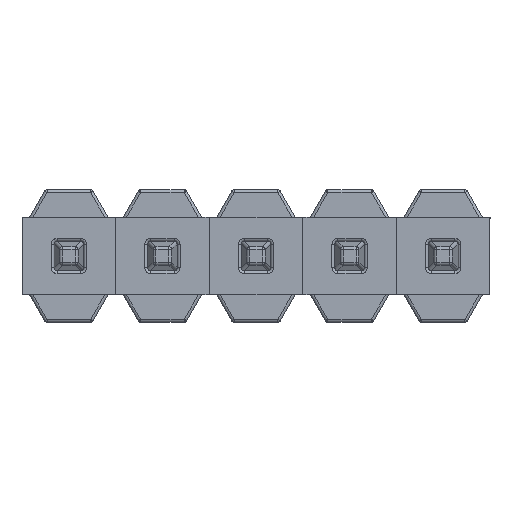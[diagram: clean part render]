
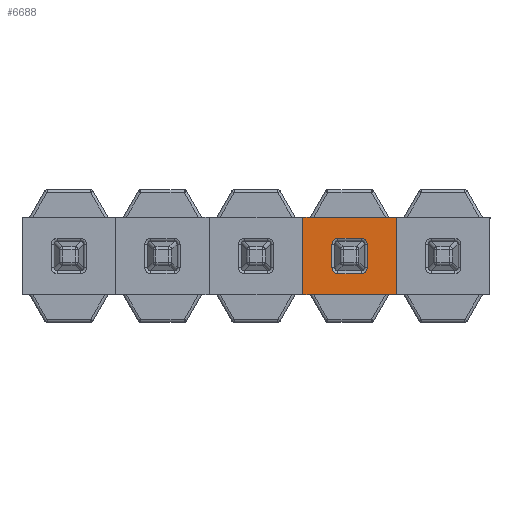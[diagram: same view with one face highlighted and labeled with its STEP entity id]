
A CAD part, front view. The second image highlights one B-rep face of the part: STEP entity #6688.
In plain terms, the highlighted planar face has unit normal (0, -1, 0).
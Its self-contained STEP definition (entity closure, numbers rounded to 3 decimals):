
#38 = VERTEX_POINT ( 'NONE', #3842 ) ;
#336 = CARTESIAN_POINT ( 'NONE',  ( -1.11, -0.3, 0.24 ) ) ;
#575 = VECTOR ( 'NONE', #12132, 1000. ) ;
#804 = CARTESIAN_POINT ( 'NONE',  ( -1.43, -0.3, -0.24 ) ) ;
#870 = DIRECTION ( 'NONE',  ( -1., 0., 0. ) ) ;
#950 = DIRECTION ( 'NONE',  ( 0., 0., 1. ) ) ;
#1052 = EDGE_CURVE ( 'NONE', #10408, #11733, #8661, .T. ) ;
#1058 = ORIENTED_EDGE ( 'NONE', *, *, #8679, .T. ) ;
#1238 = CIRCLE ( 'NONE', #10760, 0.08 ) ;
#1454 = EDGE_CURVE ( 'NONE', #38, #12896, #1238, .T. ) ;
#1507 = ORIENTED_EDGE ( 'NONE', *, *, #11699, .T. ) ;
#1552 = DIRECTION ( 'NONE',  ( 0., 0., 1. ) ) ;
#1827 = FACE_OUTER_BOUND ( 'NONE', #8061, .T. ) ;
#2206 = EDGE_CURVE ( 'NONE', #14540, #15341, #15568, .T. ) ;
#2596 = VERTEX_POINT ( 'NONE', #13073 ) ;
#2717 = CIRCLE ( 'NONE', #6073, 0.08 ) ;
#2934 = DIRECTION ( 'NONE',  ( 0., 1., 0. ) ) ;
#3050 = AXIS2_PLACEMENT_3D ( 'NONE', #12017, #2934, #12069 ) ;
#3308 = CARTESIAN_POINT ( 'NONE',  ( -1.11, -0.3, 0.24 ) ) ;
#3367 = CARTESIAN_POINT ( 'NONE',  ( -1.43, -0.3, 0.24 ) ) ;
#3531 = ORIENTED_EDGE ( 'NONE', *, *, #10499, .T. ) ;
#3584 = DIRECTION ( 'NONE',  ( 0., 0., -1. ) ) ;
#3756 = ORIENTED_EDGE ( 'NONE', *, *, #4762, .T. ) ;
#3764 = CARTESIAN_POINT ( 'NONE',  ( -1.43, -0.3, 0.16 ) ) ;
#3842 = CARTESIAN_POINT ( 'NONE',  ( -1.03, -0.3, -0.16 ) ) ;
#3868 = DIRECTION ( 'NONE',  ( 1., 0., 0. ) ) ;
#4078 = LINE ( 'NONE', #336, #575 ) ;
#4147 = VERTEX_POINT ( 'NONE', #5020 ) ;
#4203 = VECTOR ( 'NONE', #7913, 1000. ) ;
#4395 = AXIS2_PLACEMENT_3D ( 'NONE', #16686, #8831, #950 ) ;
#4453 = ORIENTED_EDGE ( 'NONE', *, *, #5775, .T. ) ;
#4546 = CARTESIAN_POINT ( 'NONE',  ( -1.805, -0.3, -0.525 ) ) ;
#4738 = VECTOR ( 'NONE', #3584, 1000. ) ;
#4762 = EDGE_CURVE ( 'NONE', #5887, #11750, #13618, .T. ) ;
#5020 = CARTESIAN_POINT ( 'NONE',  ( -0.635, -0.3, 0.525 ) ) ;
#5043 = ORIENTED_EDGE ( 'NONE', *, *, #11348, .T. ) ;
#5096 = DIRECTION ( 'NONE',  ( 0., 0., 1. ) ) ;
#5594 = VERTEX_POINT ( 'NONE', #8816 ) ;
#5659 = ORIENTED_EDGE ( 'NONE', *, *, #8813, .T. ) ;
#5775 = EDGE_CURVE ( 'NONE', #12896, #9516, #6975, .T. ) ;
#5788 = DIRECTION ( 'NONE',  ( 0., 1., 0. ) ) ;
#5838 = CARTESIAN_POINT ( 'NONE',  ( -1.51, -0.3, 0.16 ) ) ;
#5887 = VERTEX_POINT ( 'NONE', #9708 ) ;
#6051 = EDGE_LOOP ( 'NONE', ( #4453, #14571, #5659, #17040, #11451, #7545, #1507, #14320 ) ) ;
#6054 = EDGE_CURVE ( 'NONE', #5594, #2596, #7806, .T. ) ;
#6073 = AXIS2_PLACEMENT_3D ( 'NONE', #13636, #5788, #14998 ) ;
#6150 = CARTESIAN_POINT ( 'NONE',  ( -1.03, -0.3, -0.16 ) ) ;
#6198 = VECTOR ( 'NONE', #14436, 1000. ) ;
#6253 = CARTESIAN_POINT ( 'NONE',  ( -1.03, -0.3, 0.16 ) ) ;
#6425 = DIRECTION ( 'NONE',  ( 0., 1., 0. ) ) ;
#6572 = CARTESIAN_POINT ( 'NONE',  ( -1.43, -0.3, -0.24 ) ) ;
#6688 = ADVANCED_FACE ( 'NONE', ( #7993, #1827 ), #10772, .F. ) ;
#6727 = EDGE_CURVE ( 'NONE', #15341, #10408, #4078, .T. ) ;
#6975 = LINE ( 'NONE', #6572, #10078 ) ;
#7348 = VERTEX_POINT ( 'NONE', #4546 ) ;
#7439 = VECTOR ( 'NONE', #7454, 1000. ) ;
#7454 = DIRECTION ( 'NONE',  ( 0., 0., -1. ) ) ;
#7507 = CARTESIAN_POINT ( 'NONE',  ( -1.905, -0.3, -0.525 ) ) ;
#7545 = ORIENTED_EDGE ( 'NONE', *, *, #1052, .T. ) ;
#7611 = CARTESIAN_POINT ( 'NONE',  ( -1.805, -0.3, 0.525 ) ) ;
#7627 = LINE ( 'NONE', #9169, #8043 ) ;
#7703 = LINE ( 'NONE', #13078, #4203 ) ;
#7806 = LINE ( 'NONE', #12716, #14347 ) ;
#7807 = ORIENTED_EDGE ( 'NONE', *, *, #13122, .T. ) ;
#7913 = DIRECTION ( 'NONE',  ( -1., 0., 0. ) ) ;
#7923 = CARTESIAN_POINT ( 'NONE',  ( -0.635, -0.3, -0.525 ) ) ;
#7935 = DIRECTION ( 'NONE',  ( -1., 0., 0. ) ) ;
#7993 = FACE_BOUND ( 'NONE', #6051, .T. ) ;
#8043 = VECTOR ( 'NONE', #3868, 1000. ) ;
#8061 = EDGE_LOOP ( 'NONE', ( #3531, #12138, #8838, #13415, #5043, #1058, #3756, #7807 ) ) ;
#8229 = LINE ( 'NONE', #6150, #4738 ) ;
#8251 = LINE ( 'NONE', #8779, #7439 ) ;
#8316 = VECTOR ( 'NONE', #13545, 1000. ) ;
#8380 = LINE ( 'NONE', #8450, #14512 ) ;
#8450 = CARTESIAN_POINT ( 'NONE',  ( -1.905, -0.3, 0.525 ) ) ;
#8661 = CIRCLE ( 'NONE', #4395, 0.08 ) ;
#8679 = EDGE_CURVE ( 'NONE', #4147, #5887, #7703, .T. ) ;
#8779 = CARTESIAN_POINT ( 'NONE',  ( -1.905, -0.3, -0.525 ) ) ;
#8801 = DIRECTION ( 'NONE',  ( 1., 0., 0. ) ) ;
#8803 = VERTEX_POINT ( 'NONE', #16047 ) ;
#8813 = EDGE_CURVE ( 'NONE', #8803, #14540, #11757, .T. ) ;
#8816 = CARTESIAN_POINT ( 'NONE',  ( -0.735, -0.3, -0.525 ) ) ;
#8831 = DIRECTION ( 'NONE',  ( 0., 1., 0. ) ) ;
#8838 = ORIENTED_EDGE ( 'NONE', *, *, #9748, .T. ) ;
#9169 = CARTESIAN_POINT ( 'NONE',  ( -0.635, -0.3, -0.525 ) ) ;
#9469 = AXIS2_PLACEMENT_3D ( 'NONE', #3764, #12912, #5096 ) ;
#9516 = VERTEX_POINT ( 'NONE', #804 ) ;
#9708 = CARTESIAN_POINT ( 'NONE',  ( -0.735, -0.3, 0.525 ) ) ;
#9748 = EDGE_CURVE ( 'NONE', #7348, #5594, #13575, .T. ) ;
#10023 = CARTESIAN_POINT ( 'NONE',  ( -1.905, -0.3, 0.525 ) ) ;
#10078 = VECTOR ( 'NONE', #7935, 1000. ) ;
#10109 = VERTEX_POINT ( 'NONE', #7507 ) ;
#10165 = VECTOR ( 'NONE', #870, 1000. ) ;
#10408 = VERTEX_POINT ( 'NONE', #3308 ) ;
#10499 = EDGE_CURVE ( 'NONE', #15832, #10109, #8251, .T. ) ;
#10677 = EDGE_CURVE ( 'NONE', #10109, #7348, #7627, .T. ) ;
#10712 = CARTESIAN_POINT ( 'NONE',  ( -0.635, -0.3, 0.525 ) ) ;
#10760 = AXIS2_PLACEMENT_3D ( 'NONE', #14296, #6425, #15628 ) ;
#10772 = PLANE ( 'NONE',  #3050 ) ;
#11348 = EDGE_CURVE ( 'NONE', #2596, #4147, #13962, .T. ) ;
#11451 = ORIENTED_EDGE ( 'NONE', *, *, #6727, .T. ) ;
#11699 = EDGE_CURVE ( 'NONE', #11733, #38, #8229, .T. ) ;
#11733 = VERTEX_POINT ( 'NONE', #6253 ) ;
#11750 = VERTEX_POINT ( 'NONE', #7611 ) ;
#11757 = LINE ( 'NONE', #12102, #8316 ) ;
#12017 = CARTESIAN_POINT ( 'NONE',  ( -1.27, -0.3, 0. ) ) ;
#12069 = DIRECTION ( 'NONE',  ( 0., 0., 1. ) ) ;
#12102 = CARTESIAN_POINT ( 'NONE',  ( -1.51, -0.3, 0.16 ) ) ;
#12132 = DIRECTION ( 'NONE',  ( 1., 0., 0. ) ) ;
#12138 = ORIENTED_EDGE ( 'NONE', *, *, #10677, .T. ) ;
#12716 = CARTESIAN_POINT ( 'NONE',  ( -0.635, -0.3, -0.525 ) ) ;
#12896 = VERTEX_POINT ( 'NONE', #13159 ) ;
#12912 = DIRECTION ( 'NONE',  ( 0., 1., 0. ) ) ;
#13073 = CARTESIAN_POINT ( 'NONE',  ( -0.635, -0.3, -0.525 ) ) ;
#13078 = CARTESIAN_POINT ( 'NONE',  ( -1.905, -0.3, 0.525 ) ) ;
#13122 = EDGE_CURVE ( 'NONE', #11750, #15832, #8380, .T. ) ;
#13159 = CARTESIAN_POINT ( 'NONE',  ( -1.11, -0.3, -0.24 ) ) ;
#13415 = ORIENTED_EDGE ( 'NONE', *, *, #6054, .T. ) ;
#13545 = DIRECTION ( 'NONE',  ( 0., 0., 1. ) ) ;
#13575 = LINE ( 'NONE', #7923, #6198 ) ;
#13618 = LINE ( 'NONE', #16667, #10165 ) ;
#13636 = CARTESIAN_POINT ( 'NONE',  ( -1.43, -0.3, -0.16 ) ) ;
#13741 = DIRECTION ( 'NONE',  ( -1., 0., 0. ) ) ;
#13962 = LINE ( 'NONE', #10712, #14797 ) ;
#14296 = CARTESIAN_POINT ( 'NONE',  ( -1.11, -0.3, -0.16 ) ) ;
#14320 = ORIENTED_EDGE ( 'NONE', *, *, #1454, .T. ) ;
#14347 = VECTOR ( 'NONE', #8801, 1000. ) ;
#14436 = DIRECTION ( 'NONE',  ( 1., 0., 0. ) ) ;
#14512 = VECTOR ( 'NONE', #13741, 1000. ) ;
#14540 = VERTEX_POINT ( 'NONE', #5838 ) ;
#14571 = ORIENTED_EDGE ( 'NONE', *, *, #16269, .T. ) ;
#14797 = VECTOR ( 'NONE', #1552, 1000. ) ;
#14998 = DIRECTION ( 'NONE',  ( 0., 0., 1. ) ) ;
#15341 = VERTEX_POINT ( 'NONE', #3367 ) ;
#15568 = CIRCLE ( 'NONE', #9469, 0.08 ) ;
#15628 = DIRECTION ( 'NONE',  ( 0., 0., 1. ) ) ;
#15832 = VERTEX_POINT ( 'NONE', #10023 ) ;
#16047 = CARTESIAN_POINT ( 'NONE',  ( -1.51, -0.3, -0.16 ) ) ;
#16269 = EDGE_CURVE ( 'NONE', #9516, #8803, #2717, .T. ) ;
#16667 = CARTESIAN_POINT ( 'NONE',  ( -1.905, -0.3, 0.525 ) ) ;
#16686 = CARTESIAN_POINT ( 'NONE',  ( -1.11, -0.3, 0.16 ) ) ;
#17040 = ORIENTED_EDGE ( 'NONE', *, *, #2206, .T. ) ;
